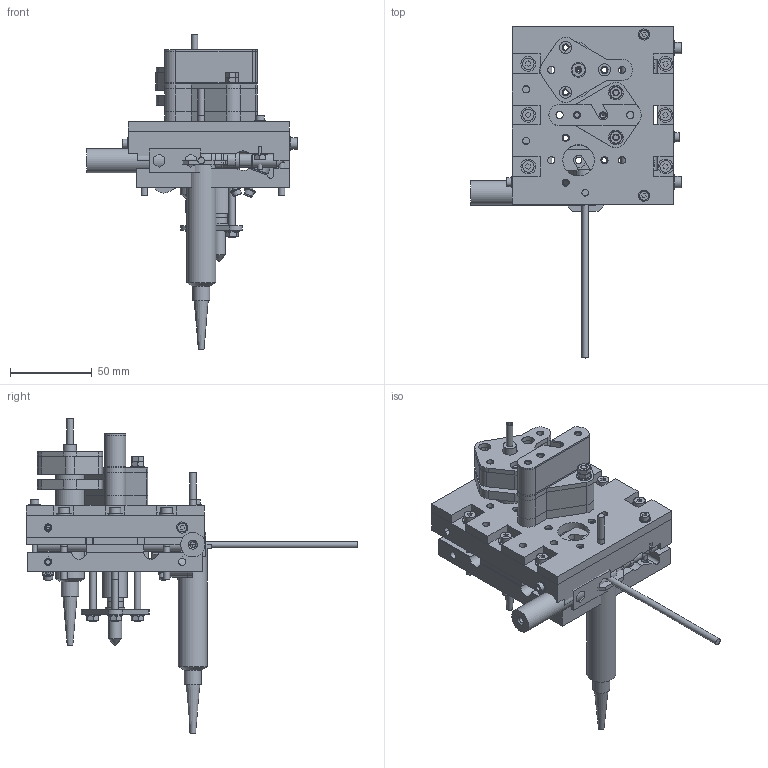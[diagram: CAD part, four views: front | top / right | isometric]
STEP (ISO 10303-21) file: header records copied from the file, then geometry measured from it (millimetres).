
FILE_DESCRIPTION( ( 'Unknown' ), '1' );
FILE_NAME( 'x-carriage.stp', 'Unknown', ( 'Unknown' ), ( 'Unknown' ), 'PSStep 11.0', 'Unknown', ' ' );
FILE_SCHEMA( ( 'AUTOMOTIVE_DESIGN { 1 0 10303 214 1 1 1 1 }' ) );
Length unit declared in the file: millimetre
Products named in the file (35): Assem1; m3-capx30-with-washer; m4-nut-with-washer; m4-nylock-with-washer; 624-with-washers; Geared Extruder Nozzle; m3-capx20-with-washer; m4-capx40-with-washer; m4-washer; m4-nut; PTFE Insulator; Brass Nozzle; PEEK Tophat; 624-bearing; m3-washer; m3-capx20; m4-nylock; m3-capx30; m4x40-cap; 5ml-syringe; x-carriage-lower_1off; SteelPlate; 16mmsyringebracket_1off; Airconnector_1off; PasteExtruderTopPlate_1off; M8 Bars; mountingplate_1off; captivenutplate_2off; 101mmM4Studding_3off; upperbowdencoupling_1off; plasticextruderbracket_1off; x-belt-clamp-2off; x-carraige-upper-1off; lowerbowdencoupling_1off
Bounding box: 128.8 x 203 x 192.53 mm (x, y, z)
Volume: 532429.5 mm3; surface area: 295983.9 mm2
Topology: 170 solids, 172 shells, 2700 faces, 6203 edges, 4020 vertices
Faces by surface type: plane 1551, cylinder 673, cone 466, torus 10
Full cylindrical faces by diameter (mm): 0.5 x3, 2.2 x2, 2.5 x2, 2.9 x10, 3 x24, 3.24 x11, 3.242 x35, 3.5 x6, 4 x48, 4.4 x186, 5.45 x12, 6.5 x24, 6.8 x11, 7 x26, 7.4 x12, 8 x12, 8.6 x4, 9 x46, 9.4 x6, 10 x8, 10.5 x24, 10.6 x2, 10.8 x3, 12 x3, 13 x12, 14 x2, 15 x3, 15.4 x2, 15.8 x2, 17.8 x2
Entity records: 26443 total; most frequent: CARTESIAN_POINT 3753, DIRECTION 3469, ORIENTED_EDGE 3096, EDGE_CURVE 1548, AXIS2_PLACEMENT_3D 1199, VERTEX_POINT 1115, EDGE_LOOP 1079, LINE 1071
